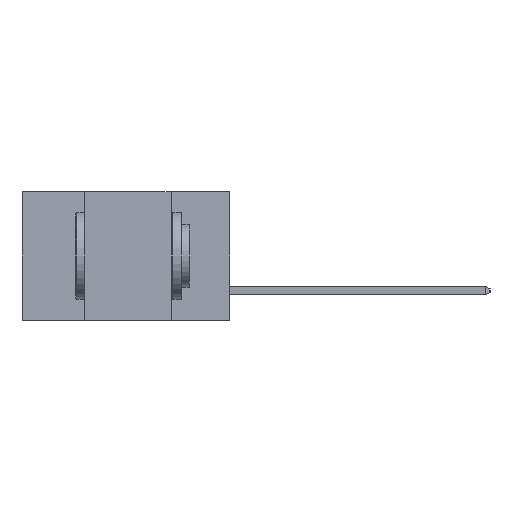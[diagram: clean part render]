
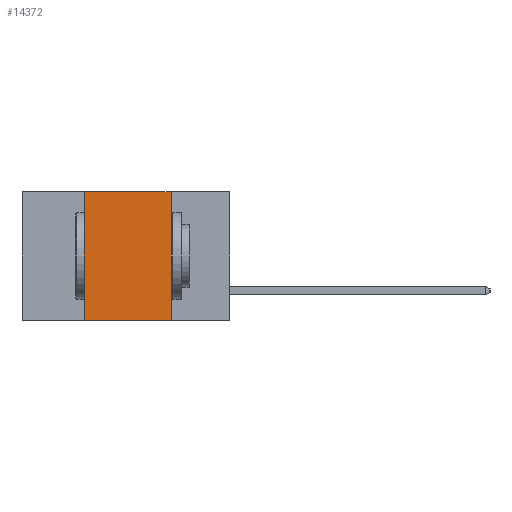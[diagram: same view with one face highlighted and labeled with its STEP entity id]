
A CAD part, left-side view. The second image highlights one B-rep face of the part: STEP entity #14372.
In plain terms, the highlighted planar face has unit normal (-1, 0, 0).
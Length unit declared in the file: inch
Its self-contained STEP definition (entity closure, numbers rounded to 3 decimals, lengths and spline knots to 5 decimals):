
#179 = ORIENTED_EDGE ( 'NONE', *, *, #11275, .F. ) ;
#531 = DIRECTION ( 'NONE',  ( 1., 0., 0. ) ) ;
#1276 = CARTESIAN_POINT ( 'NONE',  ( 0., 0.42, 0. ) ) ;
#4308 = VERTEX_POINT ( 'NONE', #24672 ) ;
#4668 = DIRECTION ( 'NONE',  ( 0., 0., -1. ) ) ;
#6446 = AXIS2_PLACEMENT_3D ( 'NONE', #11808, #531, #16359 ) ;
#7236 = CARTESIAN_POINT ( 'NONE',  ( 0., 0.42, 0. ) ) ;
#8418 = FACE_OUTER_BOUND ( 'NONE', #27006, .T. ) ;
#10468 = VERTEX_POINT ( 'NONE', #10611 ) ;
#10611 = CARTESIAN_POINT ( 'NONE',  ( 0., 0.42, -0.37 ) ) ;
#11275 = EDGE_CURVE ( 'NONE', #10468, #16905, #19803, .T. ) ;
#11808 = CARTESIAN_POINT ( 'NONE',  ( 0., 0.6, 0. ) ) ;
#12347 = LINE ( 'NONE', #20394, #18374 ) ;
#14372 = ADVANCED_FACE ( 'NONE', ( #8418 ), #27359, .F. ) ;
#14564 = ORIENTED_EDGE ( 'NONE', *, *, #24620, .F. ) ;
#14668 = LINE ( 'NONE', #25107, #26463 ) ;
#15741 = CARTESIAN_POINT ( 'NONE',  ( 0., 0.6, 0. ) ) ;
#15807 = EDGE_CURVE ( 'NONE', #16905, #4308, #18527, .T. ) ;
#16169 = DIRECTION ( 'NONE',  ( 0., 0., 1. ) ) ;
#16359 = DIRECTION ( 'NONE',  ( 0., 0., -1. ) ) ;
#16905 = VERTEX_POINT ( 'NONE', #1276 ) ;
#18374 = VECTOR ( 'NONE', #4668, 39.37008 ) ;
#18527 = LINE ( 'NONE', #15741, #22252 ) ;
#19147 = VECTOR ( 'NONE', #16169, 39.37008 ) ;
#19803 = LINE ( 'NONE', #7236, #19147 ) ;
#20286 = ORIENTED_EDGE ( 'NONE', *, *, #20983, .T. ) ;
#20394 = CARTESIAN_POINT ( 'NONE',  ( 0., 0.17, 0. ) ) ;
#20983 = EDGE_CURVE ( 'NONE', #10468, #26539, #14668, .T. ) ;
#22252 = VECTOR ( 'NONE', #28938, 39.37008 ) ;
#24620 = EDGE_CURVE ( 'NONE', #4308, #26539, #12347, .T. ) ;
#24672 = CARTESIAN_POINT ( 'NONE',  ( 0., 0.17, 0. ) ) ;
#25107 = CARTESIAN_POINT ( 'NONE',  ( 0., 0.6, -0.37 ) ) ;
#25203 = DIRECTION ( 'NONE',  ( 0., -1., 0. ) ) ;
#26463 = VECTOR ( 'NONE', #25203, 39.37008 ) ;
#26539 = VERTEX_POINT ( 'NONE', #27339 ) ;
#27006 = EDGE_LOOP ( 'NONE', ( #14564, #27503, #179, #20286 ) ) ;
#27339 = CARTESIAN_POINT ( 'NONE',  ( 0., 0.17, -0.37 ) ) ;
#27359 = PLANE ( 'NONE',  #6446 ) ;
#27503 = ORIENTED_EDGE ( 'NONE', *, *, #15807, .F. ) ;
#28938 = DIRECTION ( 'NONE',  ( 0., -1., 0. ) ) ;
